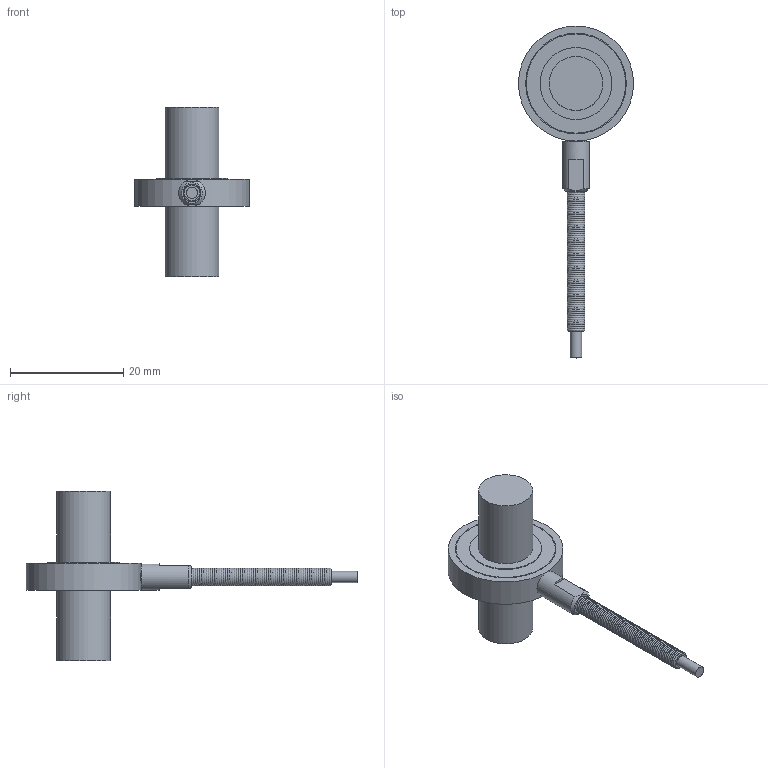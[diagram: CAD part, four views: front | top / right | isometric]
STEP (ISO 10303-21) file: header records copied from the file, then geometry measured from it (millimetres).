
FILE_DESCRIPTION((''),'2;1');
FILE_NAME('LCM200.stp','2010-11-08T09:43:34',('thomasl'),(''),'Autodesk Inventor 2008','Autodesk Inventor 2008','');
FILE_SCHEMA(('AUTOMOTIVE_DESIGN { 1 0 10303 214 1 1 1 1 }'));
Length unit declared in the file: inch
Products named in the file (2): LCM200; PART1
Assembly tree (1 placements, depth 2):
  LCM200
    PART1
Bounding box: 20.32 x 58.61 x 29.84 mm (x, y, z)
Volume: 3202.4 mm3; surface area: 3135.1 mm2
Topology: 1 solids, 8 shells, 143 faces, 317 edges, 188 vertices
Faces by surface type: bspline 76, plane 38, cylinder 26, cone 2, torus 1
Full cylindrical faces by diameter (mm): 1.943 x1, 2.007 x1, 2.083 x1, 2.794 x1, 3.023 x6, 3.048 x1, 4.699 x1, 9.525 x2, 12.7 x3, 13.716 x1, 16.764 x1, 17.018 x1, 17.526 x1, 17.78 x1, 20.32 x1
Entity records: 8702 total; most frequent: CARTESIAN_POINT 6260, DIRECTION 460, ORIENTED_EDGE 386, EDGE_LOOP 266, AXIS2_PLACEMENT_3D 212, EDGE_CURVE 193, VERTEX_POINT 166, FACE_OUTER_BOUND 143
